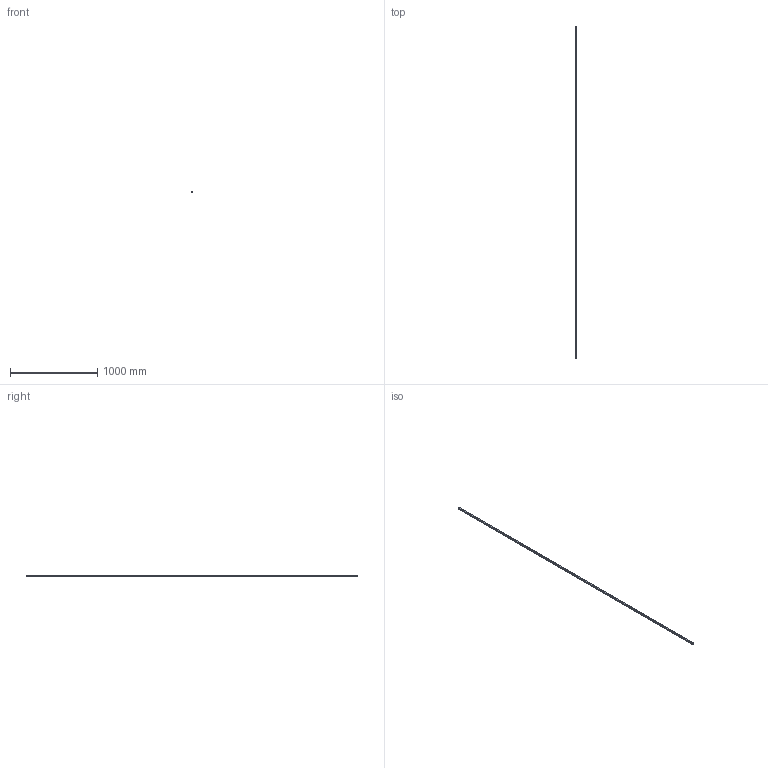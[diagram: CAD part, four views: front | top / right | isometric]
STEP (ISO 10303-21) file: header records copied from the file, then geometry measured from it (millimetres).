
FILE_DESCRIPTION(('STEP AP214'),'1');
FILE_NAME('cctmp_F8E3576B-8AD6-42B4-8EBB-A6434A2807AB_2021_02_04_08_58_38_0216..stp','2021-02-04T07:58:38',('HIWIN GmbH'),('CADClick - www.CADClick.com'),'Spatial InterOp 3D',' ','unknown authorization');
FILE_SCHEMA(('AUTOMOTIVE_DESIGN'));
Length unit declared in the file: millimetre
Products named in the file (1): EGR20R3810C_FILE
Bounding box: 20 x 3810 x 15.5 mm (x, y, z)
Volume: 1022062.2 mm3; surface area: 304707.7 mm2
Topology: 1 solids, 1 shells, 871 faces, 1955 edges, 1218 vertices
Faces by surface type: plane 469, cylinder 402
Entity records: 31413 total; most frequent: DIRECTION 4759, CARTESIAN_POINT 4045, ORIENTED_EDGE 3910, EDGE_CURVE 1955, AXIS2_PLACEMENT_3D 1932, VERTEX_POINT 1218, EDGE_LOOP 1003, LINE 895
